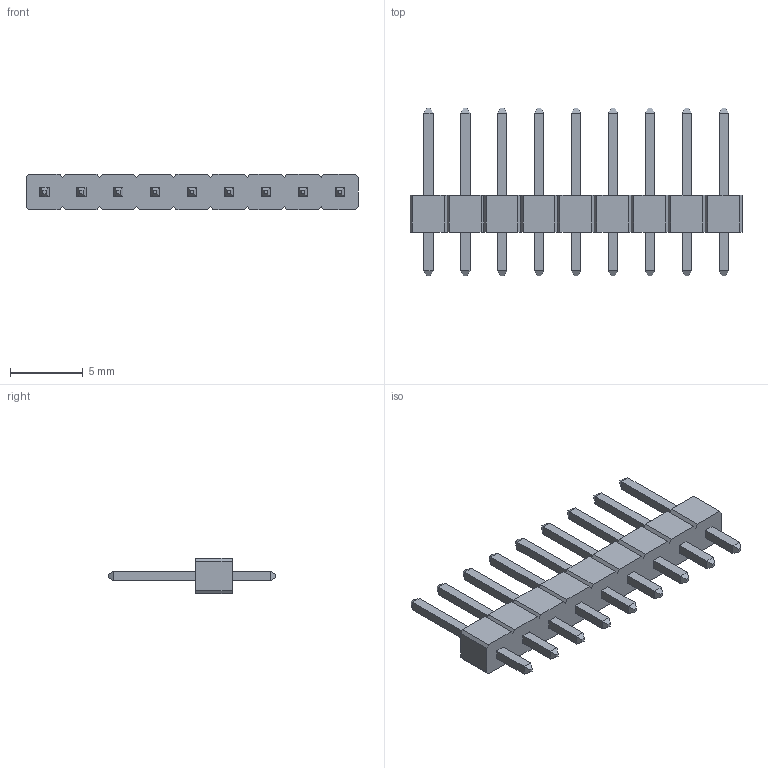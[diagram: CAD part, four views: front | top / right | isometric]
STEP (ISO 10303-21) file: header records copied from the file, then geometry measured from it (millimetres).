
FILE_DESCRIPTION(/* description */ (''),/* implementation_level */ '2;1');
FILE_NAME(/* name */ '9x1 connector.step',/* time_stamp */ '2018-09-29T19:35:44-04:00',/* author */ ('rdanie14'),/* organization */ (''),/* preprocessor_version */ 'ST-DEVELOPER v17.2',/* originating_system */ 'Autodesk Translation Framework v7.6.0.251',/* authorisation */ '');
FILE_SCHEMA (('AUTOMOTIVE_DESIGN { 1 0 10303 214 3 1 1 }'));
Length unit declared in the file: millimetre
Products named in the file (1): 9x1 connector
Bounding box: 22.84 x 11.54 x 2.46 mm (x, y, z)
Volume: 172.7 mm3; surface area: 563.6 mm2
Topology: 10 solids, 10 shells, 220 faces, 528 edges, 328 vertices
Faces by surface type: plane 220
Entity records: 6230 total; most frequent: CARTESIAN_POINT 1077, ORIENTED_EDGE 1056, DIRECTION 970, LINE 528, VECTOR 528, EDGE_CURVE 528, VERTEX_POINT 328, EDGE_LOOP 238
